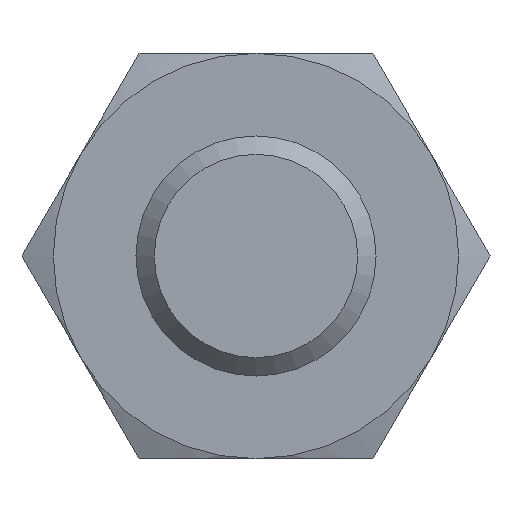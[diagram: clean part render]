
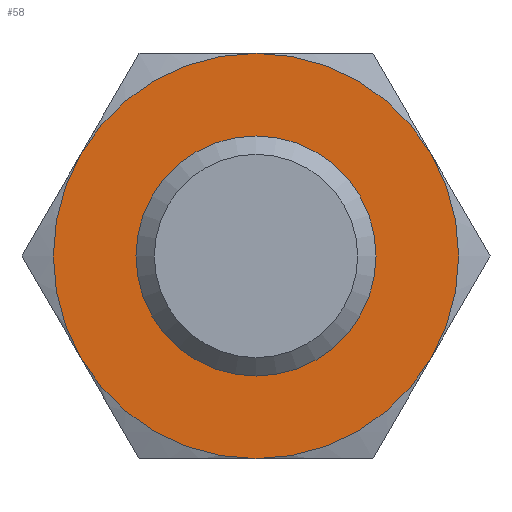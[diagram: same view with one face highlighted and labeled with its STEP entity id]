
A CAD part, front view. The second image highlights one B-rep face of the part: STEP entity #58.
In plain terms, the highlighted planar face has unit normal (0, -1, 0).
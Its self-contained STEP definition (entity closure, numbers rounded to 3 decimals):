
#58 = ADVANCED_FACE( '', ( #132, #133 ), #134, .F. );
#132 = FACE_BOUND( '', #224, .T. );
#133 = FACE_OUTER_BOUND( '', #225, .T. );
#134 = PLANE( '', #226 );
#224 = EDGE_LOOP( '', ( #324 ) );
#225 = EDGE_LOOP( '', ( #325, #326, #327, #328, #329, #330 ) );
#226 = AXIS2_PLACEMENT_3D( '', #331, #332, #333 );
#324 = ORIENTED_EDGE( '', *, *, #513, .F. );
#325 = ORIENTED_EDGE( '', *, *, #506, .T. );
#326 = ORIENTED_EDGE( '', *, *, #502, .T. );
#327 = ORIENTED_EDGE( '', *, *, #514, .T. );
#328 = ORIENTED_EDGE( '', *, *, #515, .T. );
#329 = ORIENTED_EDGE( '', *, *, #516, .T. );
#330 = ORIENTED_EDGE( '', *, *, #517, .T. );
#331 = CARTESIAN_POINT( '', ( 13.5, 0., 0. ) );
#332 = DIRECTION( '', ( 0., 1., 0. ) );
#333 = DIRECTION( '', ( 0., 0., 1. ) );
#502 = EDGE_CURVE( '', #580, #581, #582, .T. );
#506 = EDGE_CURVE( '', #587, #580, #588, .T. );
#513 = EDGE_CURVE( '', #598, #598, #599, .T. );
#514 = EDGE_CURVE( '', #581, #600, #601, .T. );
#515 = EDGE_CURVE( '', #600, #602, #603, .T. );
#516 = EDGE_CURVE( '', #602, #604, #605, .T. );
#517 = EDGE_CURVE( '', #604, #587, #606, .T. );
#580 = VERTEX_POINT( '', #694 );
#581 = VERTEX_POINT( '', #695 );
#582 = CIRCLE( '', #696, 13.5 );
#587 = VERTEX_POINT( '', #711 );
#588 = CIRCLE( '', #712, 13.5 );
#598 = VERTEX_POINT( '', #732 );
#599 = CIRCLE( '', #733, 6.5 );
#600 = VERTEX_POINT( '', #734 );
#601 = CIRCLE( '', #735, 13.5 );
#602 = VERTEX_POINT( '', #736 );
#603 = CIRCLE( '', #737, 13.5 );
#604 = VERTEX_POINT( '', #738 );
#605 = CIRCLE( '', #739, 13.5 );
#606 = CIRCLE( '', #740, 13.5 );
#694 = CARTESIAN_POINT( '', ( 11.691, 0., -6.75 ) );
#695 = CARTESIAN_POINT( '', ( 11.691, 0., 6.75 ) );
#696 = AXIS2_PLACEMENT_3D( '', #909, #910, #911 );
#711 = CARTESIAN_POINT( '', ( 0., 0., -13.5 ) );
#712 = AXIS2_PLACEMENT_3D( '', #912, #913, #914 );
#732 = CARTESIAN_POINT( '', ( 0., 0., -6.5 ) );
#733 = AXIS2_PLACEMENT_3D( '', #921, #922, #923 );
#734 = CARTESIAN_POINT( '', ( 0., 0., 13.5 ) );
#735 = AXIS2_PLACEMENT_3D( '', #924, #925, #926 );
#736 = CARTESIAN_POINT( '', ( -11.691, 0., 6.75 ) );
#737 = AXIS2_PLACEMENT_3D( '', #927, #928, #929 );
#738 = CARTESIAN_POINT( '', ( -11.691, 0., -6.75 ) );
#739 = AXIS2_PLACEMENT_3D( '', #930, #931, #932 );
#740 = AXIS2_PLACEMENT_3D( '', #933, #934, #935 );
#909 = CARTESIAN_POINT( '', ( 0., 0., 0. ) );
#910 = DIRECTION( '', ( 0., -1., 0. ) );
#911 = DIRECTION( '', ( 0., 0., -1. ) );
#912 = CARTESIAN_POINT( '', ( 0., 0., 0. ) );
#913 = DIRECTION( '', ( 0., -1., 0. ) );
#914 = DIRECTION( '', ( 0., 0., -1. ) );
#921 = CARTESIAN_POINT( '', ( 0., 0., 0. ) );
#922 = DIRECTION( '', ( 0., -1., 0. ) );
#923 = DIRECTION( '', ( 0., 0., -1. ) );
#924 = CARTESIAN_POINT( '', ( 0., 0., 0. ) );
#925 = DIRECTION( '', ( 0., -1., 0. ) );
#926 = DIRECTION( '', ( 0., 0., -1. ) );
#927 = CARTESIAN_POINT( '', ( 0., 0., 0. ) );
#928 = DIRECTION( '', ( 0., -1., 0. ) );
#929 = DIRECTION( '', ( 0., 0., -1. ) );
#930 = CARTESIAN_POINT( '', ( 0., 0., 0. ) );
#931 = DIRECTION( '', ( 0., -1., 0. ) );
#932 = DIRECTION( '', ( 0., 0., -1. ) );
#933 = CARTESIAN_POINT( '', ( 0., 0., 0. ) );
#934 = DIRECTION( '', ( 0., -1., 0. ) );
#935 = DIRECTION( '', ( 0., 0., -1. ) );
